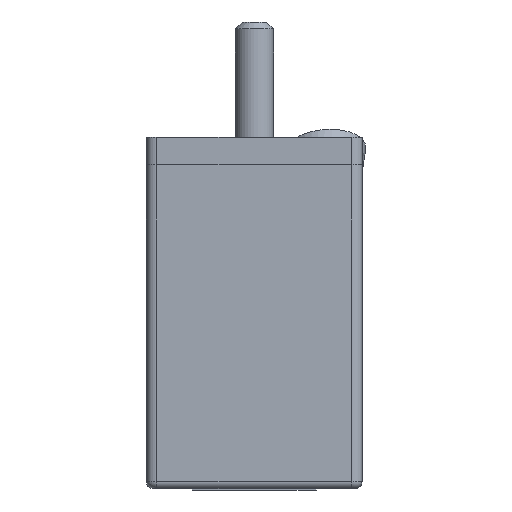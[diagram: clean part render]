
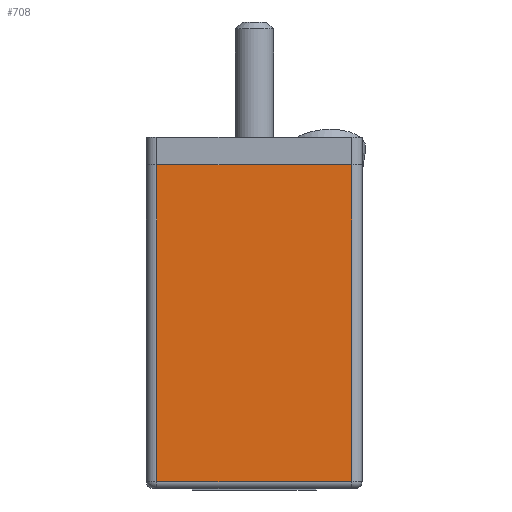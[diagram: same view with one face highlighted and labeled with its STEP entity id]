
A CAD part, left-side view. The second image highlights one B-rep face of the part: STEP entity #708.
In plain terms, the highlighted planar face has unit normal (-1, 0, 0).
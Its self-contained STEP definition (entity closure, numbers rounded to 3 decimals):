
#177 = EDGE_CURVE ( 'NONE', #6816, #6817, #8837, .T. ) ;
#307 = EDGE_CURVE ( 'NONE', #6467, #6816, #8743, .T. ) ;
#313 = EDGE_CURVE ( 'NONE', #6468, #6817, #8741, .T. ) ;
#355 = EDGE_CURVE ( 'NONE', #6467, #6468, #8707, .T. ) ;
#708 = ADVANCED_FACE ( 'NONE', ( #8314 ), #2606, .F. ) ;
#1293 = EDGE_LOOP ( 'NONE', ( #1935, #1886, #1885, #1878 ) ) ;
#1878 = ORIENTED_EDGE ( 'NONE', *, *, #307, .F. ) ;
#1885 = ORIENTED_EDGE ( 'NONE', *, *, #177, .F. ) ;
#1886 = ORIENTED_EDGE ( 'NONE', *, *, #313, .T. ) ;
#1935 = ORIENTED_EDGE ( 'NONE', *, *, #355, .T. ) ;
#2596 = DIRECTION ( 'NONE',  ( 0., 1., 0. ) ) ;
#2597 = DIRECTION ( 'NONE',  ( 1., 0., 0. ) ) ;
#2602 = CARTESIAN_POINT ( 'NONE',  ( -7.8, -7., 11.625 ) ) ;
#2606 = PLANE ( 'NONE',  #10145 ) ;
#4570 = VECTOR ( 'NONE', #9009, 1000. ) ;
#4582 = VECTOR ( 'NONE', #9472, 1000. ) ;
#4599 = VECTOR ( 'NONE', #8948, 1000. ) ;
#4901 = CARTESIAN_POINT ( 'NONE',  ( -7.8, 7., -11.125 ) ) ;
#4903 = CARTESIAN_POINT ( 'NONE',  ( -7.8, 7., 11.625 ) ) ;
#5319 = CARTESIAN_POINT ( 'NONE',  ( -7.8, -7., -11.125 ) ) ;
#5321 = CARTESIAN_POINT ( 'NONE',  ( -7.8, -7., 11.625 ) ) ;
#6467 = VERTEX_POINT ( 'NONE', #4903 ) ;
#6468 = VERTEX_POINT ( 'NONE', #4901 ) ;
#6816 = VERTEX_POINT ( 'NONE', #5321 ) ;
#6817 = VERTEX_POINT ( 'NONE', #5319 ) ;
#7372 = VECTOR ( 'NONE', #9607, 1000. ) ;
#8314 = FACE_OUTER_BOUND ( 'NONE', #1293, .T. ) ;
#8707 = LINE ( 'NONE', #9473, #4582 ) ;
#8741 = LINE ( 'NONE', #8949, #4599 ) ;
#8743 = LINE ( 'NONE', #9010, #4570 ) ;
#8837 = LINE ( 'NONE', #9608, #7372 ) ;
#8948 = DIRECTION ( 'NONE',  ( 0., -1., 0. ) ) ;
#8949 = CARTESIAN_POINT ( 'NONE',  ( -7.8, -7., -11.125 ) ) ;
#9009 = DIRECTION ( 'NONE',  ( 0., -1., 0. ) ) ;
#9010 = CARTESIAN_POINT ( 'NONE',  ( -7.8, -7., 11.625 ) ) ;
#9472 = DIRECTION ( 'NONE',  ( 0., 0., -1. ) ) ;
#9473 = CARTESIAN_POINT ( 'NONE',  ( -7.8, 7., 11.625 ) ) ;
#9607 = DIRECTION ( 'NONE',  ( 0., 0., -1. ) ) ;
#9608 = CARTESIAN_POINT ( 'NONE',  ( -7.8, -7., 11.625 ) ) ;
#10145 = AXIS2_PLACEMENT_3D ( 'NONE', #2602, #2597, #2596 ) ;
